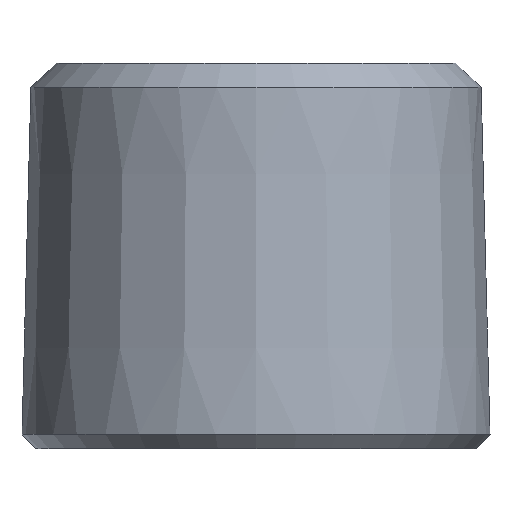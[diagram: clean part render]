
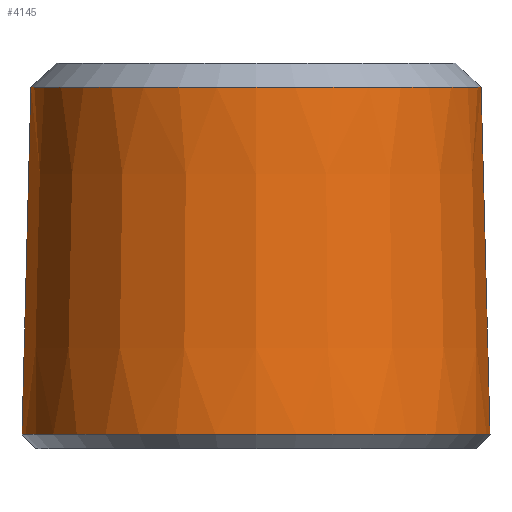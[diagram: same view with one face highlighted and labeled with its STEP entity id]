
A CAD part, front view. The second image highlights one B-rep face of the part: STEP entity #4145.
In plain terms, the highlighted conical face has half-angle 1.47 degrees and reference radius 4.864 mm.
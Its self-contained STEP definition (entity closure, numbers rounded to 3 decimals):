
#336=CARTESIAN_POINT('Vertex',(4.856,0.,0.3)) ;
#339=CARTESIAN_POINT('Axis2P3D Location',(0.,0.,0.3)) ;
#343=CARTESIAN_POINT('Vertex',(-4.856,0.,0.3)) ;
#4115=CARTESIAN_POINT('Axis2P3D Location',(0.,0.,0.)) ;
#4120=CARTESIAN_POINT('Axis2P3D Location',(0.,0.,7.5)) ;
#4124=CARTESIAN_POINT('Vertex',(-4.672,0.,7.5)) ;
#4126=CARTESIAN_POINT('Vertex',(4.672,0.,7.5)) ;
#4129=CARTESIAN_POINT('Line Origine',(-4.761,0.,4.)) ;
#4134=CARTESIAN_POINT('Line Origine',(4.761,0.,4.)) ;
#340=DIRECTION('Axis2P3D Direction',(0.,0.,1.)) ;
#4116=DIRECTION('Axis2P3D Direction',(-0.,-0.,-1.)) ;
#4117=DIRECTION('Axis2P3D XDirection',(-1.,0.,0.)) ;
#4121=DIRECTION('Axis2P3D Direction',(0.,0.,1.)) ;
#4130=DIRECTION('Vector Direction',(-0.026,0.,-1.)) ;
#4135=DIRECTION('Vector Direction',(0.026,0.,-1.)) ;
#341=AXIS2_PLACEMENT_3D('Circle Axis2P3D',#339,#340,$) ;
#4118=AXIS2_PLACEMENT_3D('Cone Axis2P3D',#4115,#4116,#4117) ;
#4122=AXIS2_PLACEMENT_3D('Circle Axis2P3D',#4120,#4121,$) ;
#4140=ORIENTED_EDGE('',*,*,#4128,.F.) ;
#4141=ORIENTED_EDGE('',*,*,#4133,.F.) ;
#4142=ORIENTED_EDGE('',*,*,#345,.F.) ;
#4143=ORIENTED_EDGE('',*,*,#4138,.T.) ;
#4131=VECTOR('Line Direction',#4130,1.) ;
#4136=VECTOR('Line Direction',#4135,1.) ;
#4145=ADVANCED_FACE('Corps principal',(#4144),#4119,.T.) ;
#342=CIRCLE('generated circle',#341,4.856) ;
#4123=CIRCLE('generated circle',#4122,4.672) ;
#4119=CONICAL_SURFACE('Cone',#4118,4.864,0.026) ;
#345=EDGE_CURVE('',#337,#344,#342,.F.) ;
#4128=EDGE_CURVE('',#4125,#4127,#4123,.T.) ;
#4133=EDGE_CURVE('',#344,#4125,#4132,.F.) ;
#4138=EDGE_CURVE('',#337,#4127,#4137,.F.) ;
#4139=EDGE_LOOP('',(#4140,#4141,#4142,#4143)) ;
#4144=FACE_OUTER_BOUND('',#4139,.T.) ;
#4132=LINE('Line',#4129,#4131) ;
#4137=LINE('Line',#4134,#4136) ;
#337=VERTEX_POINT('',#336) ;
#344=VERTEX_POINT('',#343) ;
#4125=VERTEX_POINT('',#4124) ;
#4127=VERTEX_POINT('',#4126) ;
